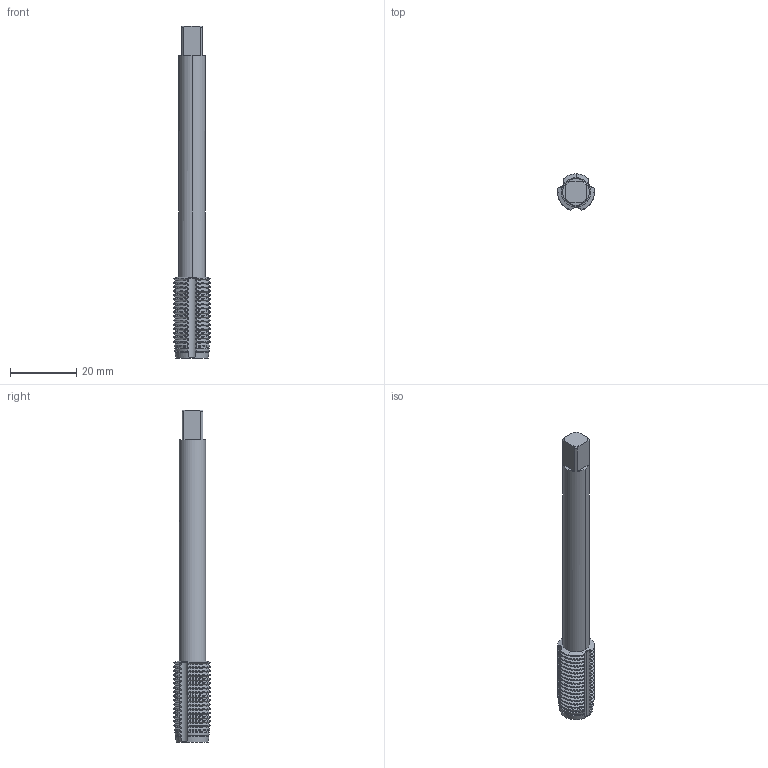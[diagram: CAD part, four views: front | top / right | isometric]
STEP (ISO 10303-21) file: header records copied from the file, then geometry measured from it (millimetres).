
FILE_DESCRIPTION(('no description'),'unknown implementation level');
FILE_NAME('solidaLBRknyfwTJRghUIQMjP_6EOqes_1.STP',' ',('CIM GmbH Aachen'),('CADClick - KiM GmbH - www.kimweb.de'),'unknown preprocess','ACIS','unknown authorization');
FILE_SCHEMA(('automotive_design'));
Length unit declared in the file: millimetre
Products named in the file (2): 1; 2
Bounding box: 11.12 x 10.9 x 100 mm (x, y, z)
Volume: 5682.6 mm3; surface area: 4551 mm2
Topology: 2 solids, 2 shells, 400 faces, 1111 edges, 715 vertices
Faces by surface type: cone 206, cylinder 174, plane 17, revolution 3
Entity records: 26699 total; most frequent: CARTESIAN_POINT 4218, STYLED_ITEM 2228, PRESENTATION_STYLE_ASSIGNMENT 2228, COLOUR_RGB 2228, ORIENTED_EDGE 2222, DIRECTION 2102, EDGE_CURVE 1111, CURVE_STYLE 1111
